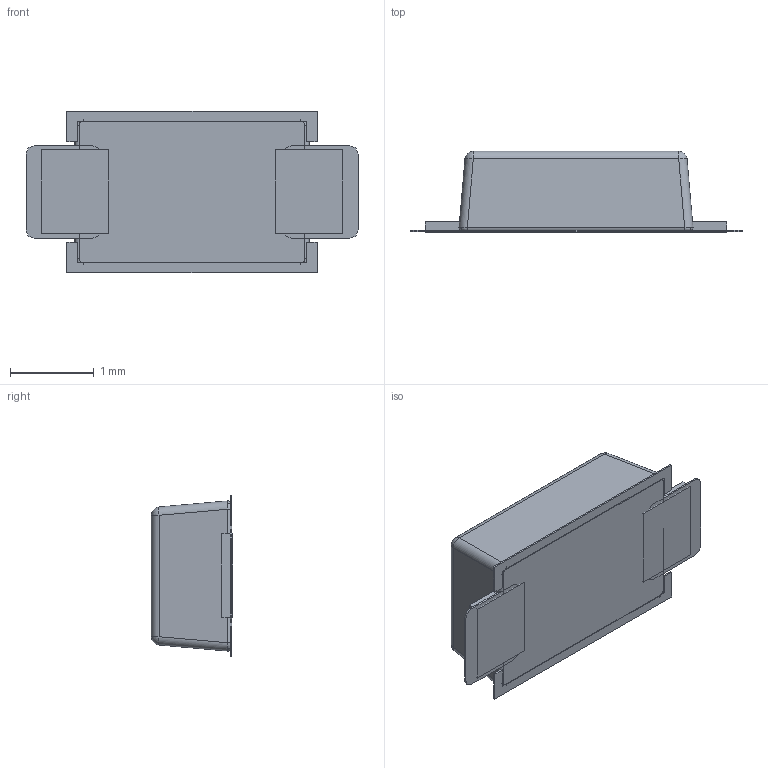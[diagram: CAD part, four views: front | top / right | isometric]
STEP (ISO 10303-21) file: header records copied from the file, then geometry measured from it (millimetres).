
FILE_DESCRIPTION (( 'STEP AP214' ), '1' );
FILE_NAME ('sod123.STEP', '2022-02-06T06:56:51', ( '' ), ( '' ), 'SwSTEP 2.0', 'SolidWorks 2020', '' );
FILE_SCHEMA (( 'AUTOMOTIVE_DESIGN' ));
Length unit declared in the file: millimetre
Products named in the file (1): sod123
Bounding box: 3.96 x 0.97 x 1.93 mm (x, y, z)
Volume: 4.7 mm3; surface area: 27.4 mm2
Topology: 7 solids, 7 shells, 130 faces, 311 edges, 198 vertices
Faces by surface type: plane 88, cylinder 24, bspline 14, sphere 4
Entity records: 5589 total; most frequent: CARTESIAN_POINT 1134, ORIENTED_EDGE 622, DIRECTION 565, EDGE_CURVE 311, VECTOR 235, LINE 235, VERTEX_POINT 198, AXIS2_PLACEMENT_3D 165
